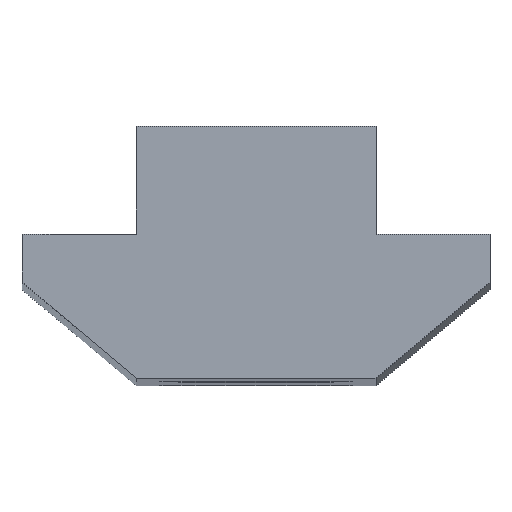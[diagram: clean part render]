
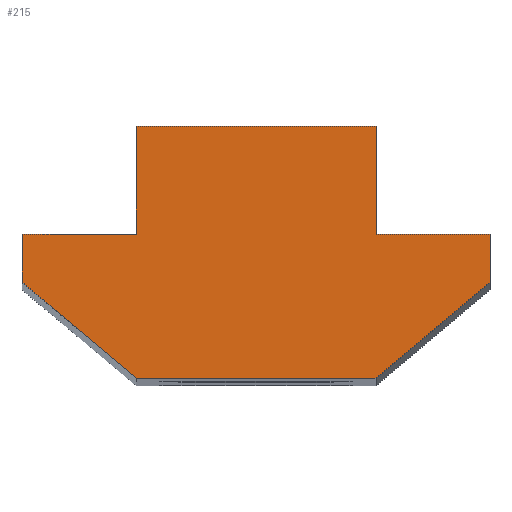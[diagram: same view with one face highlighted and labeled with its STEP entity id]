
A CAD part, top view. The second image highlights one B-rep face of the part: STEP entity #215.
In plain terms, the highlighted planar face has unit normal (0, 0, 1).
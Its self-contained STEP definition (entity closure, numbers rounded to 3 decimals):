
#5 = VECTOR ( 'NONE', #38, 1000. ) ;
#19 = ORIENTED_EDGE ( 'NONE', *, *, #270, .T. ) ;
#23 = DIRECTION ( 'NONE',  ( 0., 0., -1. ) ) ;
#37 = VECTOR ( 'NONE', #655, 1000. ) ;
#38 = DIRECTION ( 'NONE',  ( 0.765, 0.644, 0. ) ) ;
#39 = VECTOR ( 'NONE', #882, 1000. ) ;
#62 = CARTESIAN_POINT ( 'NONE',  ( -5., -10.5, 90. ) ) ;
#63 = CARTESIAN_POINT ( 'NONE',  ( -9.75, -6.5, 90. ) ) ;
#70 = DIRECTION ( 'NONE',  ( 0.765, -0.644, 0. ) ) ;
#82 = LINE ( 'NONE', #170, #1075 ) ;
#112 = FACE_OUTER_BOUND ( 'NONE', #1066, .T. ) ;
#126 = ORIENTED_EDGE ( 'NONE', *, *, #234, .T. ) ;
#133 = CARTESIAN_POINT ( 'NONE',  ( -9.75, -4.5, 90. ) ) ;
#143 = VERTEX_POINT ( 'NONE', #63 ) ;
#168 = ORIENTED_EDGE ( 'NONE', *, *, #1050, .T. ) ;
#170 = CARTESIAN_POINT ( 'NONE',  ( 5., 0., 90. ) ) ;
#174 = LINE ( 'NONE', #337, #580 ) ;
#200 = CARTESIAN_POINT ( 'NONE',  ( -5., 0., 90. ) ) ;
#214 = CARTESIAN_POINT ( 'NONE',  ( 0., 0., 90. ) ) ;
#215 = ADVANCED_FACE ( 'NONE', ( #112 ), #382, .F. ) ;
#226 = LINE ( 'NONE', #62, #597 ) ;
#234 = EDGE_CURVE ( 'NONE', #942, #947, #393, .T. ) ;
#260 = VERTEX_POINT ( 'NONE', #1078 ) ;
#269 = ORIENTED_EDGE ( 'NONE', *, *, #667, .T. ) ;
#270 = EDGE_CURVE ( 'NONE', #359, #143, #910, .T. ) ;
#284 = ORIENTED_EDGE ( 'NONE', *, *, #289, .T. ) ;
#286 = EDGE_CURVE ( 'NONE', #849, #643, #719, .T. ) ;
#289 = EDGE_CURVE ( 'NONE', #293, #359, #466, .T. ) ;
#293 = VERTEX_POINT ( 'NONE', #574 ) ;
#297 = DIRECTION ( 'NONE',  ( 0., -1., 0. ) ) ;
#300 = CARTESIAN_POINT ( 'NONE',  ( -5., -4.5, 90. ) ) ;
#303 = CARTESIAN_POINT ( 'NONE',  ( -9.75, -4.5, 90. ) ) ;
#312 = AXIS2_PLACEMENT_3D ( 'NONE', #214, #23, #917 ) ;
#337 = CARTESIAN_POINT ( 'NONE',  ( 5., -4.5, 90. ) ) ;
#359 = VERTEX_POINT ( 'NONE', #133 ) ;
#380 = LINE ( 'NONE', #200, #648 ) ;
#382 = PLANE ( 'NONE',  #312 ) ;
#389 = ORIENTED_EDGE ( 'NONE', *, *, #570, .T. ) ;
#393 = LINE ( 'NONE', #825, #5 ) ;
#416 = ORIENTED_EDGE ( 'NONE', *, *, #461, .T. ) ;
#429 = ORIENTED_EDGE ( 'NONE', *, *, #1013, .T. ) ;
#461 = EDGE_CURVE ( 'NONE', #143, #260, #859, .T. ) ;
#466 = LINE ( 'NONE', #300, #37 ) ;
#471 = VECTOR ( 'NONE', #921, 1000. ) ;
#506 = VERTEX_POINT ( 'NONE', #889 ) ;
#537 = LINE ( 'NONE', #705, #39 ) ;
#548 = VECTOR ( 'NONE', #70, 1000. ) ;
#570 = EDGE_CURVE ( 'NONE', #947, #506, #537, .T. ) ;
#574 = CARTESIAN_POINT ( 'NONE',  ( -5., -4.5, 90. ) ) ;
#580 = VECTOR ( 'NONE', #877, 1000. ) ;
#594 = CARTESIAN_POINT ( 'NONE',  ( 5., 0., 90. ) ) ;
#597 = VECTOR ( 'NONE', #1030, 1000. ) ;
#617 = CARTESIAN_POINT ( 'NONE',  ( 9.75, -6.5, 90. ) ) ;
#633 = ORIENTED_EDGE ( 'NONE', *, *, #833, .T. ) ;
#643 = VERTEX_POINT ( 'NONE', #907 ) ;
#648 = VECTOR ( 'NONE', #297, 1000. ) ;
#655 = DIRECTION ( 'NONE',  ( -1., 0., 0. ) ) ;
#667 = EDGE_CURVE ( 'NONE', #643, #293, #380, .T. ) ;
#684 = VECTOR ( 'NONE', #1087, 1000. ) ;
#698 = CARTESIAN_POINT ( 'NONE',  ( 5., -10.5, 90. ) ) ;
#705 = CARTESIAN_POINT ( 'NONE',  ( 9.75, -4.5, 90. ) ) ;
#719 = LINE ( 'NONE', #733, #684 ) ;
#733 = CARTESIAN_POINT ( 'NONE',  ( 5., 0., 90. ) ) ;
#788 = DIRECTION ( 'NONE',  ( 0., 1., 0. ) ) ;
#816 = VERTEX_POINT ( 'NONE', #1025 ) ;
#825 = CARTESIAN_POINT ( 'NONE',  ( 9.75, -6.5, 90. ) ) ;
#833 = EDGE_CURVE ( 'NONE', #260, #942, #226, .T. ) ;
#849 = VERTEX_POINT ( 'NONE', #594 ) ;
#854 = CARTESIAN_POINT ( 'NONE',  ( -9.75, -6.5, 90. ) ) ;
#859 = LINE ( 'NONE', #854, #548 ) ;
#877 = DIRECTION ( 'NONE',  ( -1., 0., 0. ) ) ;
#882 = DIRECTION ( 'NONE',  ( 0., 1., 0. ) ) ;
#889 = CARTESIAN_POINT ( 'NONE',  ( 9.75, -4.5, 90. ) ) ;
#907 = CARTESIAN_POINT ( 'NONE',  ( -5., 0., 90. ) ) ;
#910 = LINE ( 'NONE', #303, #471 ) ;
#917 = DIRECTION ( 'NONE',  ( -1., 0., 0. ) ) ;
#921 = DIRECTION ( 'NONE',  ( 0., -1., 0. ) ) ;
#942 = VERTEX_POINT ( 'NONE', #698 ) ;
#947 = VERTEX_POINT ( 'NONE', #617 ) ;
#1013 = EDGE_CURVE ( 'NONE', #816, #849, #82, .T. ) ;
#1025 = CARTESIAN_POINT ( 'NONE',  ( 5., -4.5, 90. ) ) ;
#1029 = ORIENTED_EDGE ( 'NONE', *, *, #286, .T. ) ;
#1030 = DIRECTION ( 'NONE',  ( 1., 0., 0. ) ) ;
#1050 = EDGE_CURVE ( 'NONE', #506, #816, #174, .T. ) ;
#1066 = EDGE_LOOP ( 'NONE', ( #269, #284, #19, #416, #633, #126, #389, #168, #429, #1029 ) ) ;
#1075 = VECTOR ( 'NONE', #788, 1000. ) ;
#1078 = CARTESIAN_POINT ( 'NONE',  ( -5., -10.5, 90. ) ) ;
#1087 = DIRECTION ( 'NONE',  ( -1., 0., 0. ) ) ;
